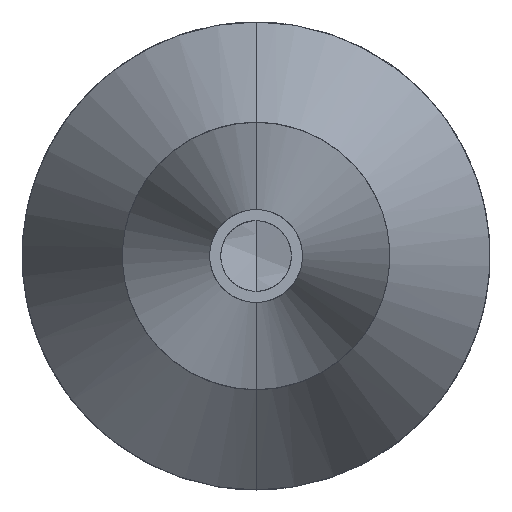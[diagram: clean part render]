
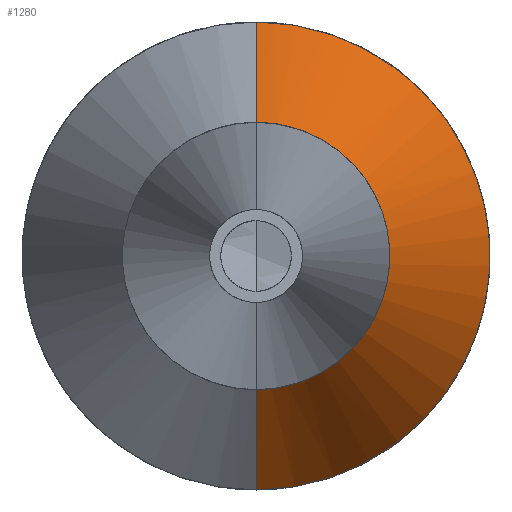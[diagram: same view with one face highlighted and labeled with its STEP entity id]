
A CAD part, left-side view. The second image highlights one B-rep face of the part: STEP entity #1280.
In plain terms, the highlighted free-form (B-spline) face has degree [2, 1] with [5, 2] control points.
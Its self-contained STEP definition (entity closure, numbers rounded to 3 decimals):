
#1280 = ADVANCED_FACE('',(#1281),#1317,.T.);
#1281 = FACE_BOUND('',#1282,.T.);
#1282 = EDGE_LOOP('',(#1283,#1295,#1302,#1312));
#1283 = ORIENTED_EDGE('',*,*,#1284,.F.);
#1284 = EDGE_CURVE('',#1285,#1287,#1289,.T.);
#1285 = VERTEX_POINT('',#1286);
#1286 = CARTESIAN_POINT('',(91.729,0.,
    -10.238));
#1287 = VERTEX_POINT('',#1288);
#1288 = CARTESIAN_POINT('',(91.729,0.,
    5.148));
#1289 = ( BOUNDED_CURVE() B_SPLINE_CURVE(2,(#1290,#1291,#1292,#1293,
#1294),.UNSPECIFIED.,.F.,.F.) B_SPLINE_CURVE_WITH_KNOTS((3,2,3),(0.,
1.571,3.142),.PIECEWISE_BEZIER_KNOTS.) CURVE() 
GEOMETRIC_REPRESENTATION_ITEM() RATIONAL_B_SPLINE_CURVE((1.,
0.707,1.,0.707,1.)) REPRESENTATION_ITEM('') );
#1290 = CARTESIAN_POINT('',(91.729,0.,
    -10.238));
#1291 = CARTESIAN_POINT('',(91.729,-7.693,
    -10.238));
#1292 = CARTESIAN_POINT('',(91.729,-7.693,
    -2.545));
#1293 = CARTESIAN_POINT('',(91.729,-7.693,
    5.148));
#1294 = CARTESIAN_POINT('',(91.729,0.,
    5.148));
#1295 = ORIENTED_EDGE('',*,*,#1296,.F.);
#1296 = EDGE_CURVE('',#1297,#1285,#1299,.T.);
#1297 = VERTEX_POINT('',#1298);
#1298 = CARTESIAN_POINT('',(84.402,0.,
    -6.941));
#1299 = B_SPLINE_CURVE_WITH_KNOTS('',1,(#1300,#1301),.UNSPECIFIED.,.F.,
  .F.,(2,2),(0.,6.58),.PIECEWISE_BEZIER_KNOTS.);
#1300 = CARTESIAN_POINT('',(84.402,0.,-6.941));
#1301 = CARTESIAN_POINT('',(91.729,0.,-10.238));
#1302 = ORIENTED_EDGE('',*,*,#1303,.F.);
#1303 = EDGE_CURVE('',#1304,#1297,#1306,.T.);
#1304 = VERTEX_POINT('',#1305);
#1305 = CARTESIAN_POINT('',(84.402,0.,
    1.851));
#1306 = ( BOUNDED_CURVE() B_SPLINE_CURVE(2,(#1307,#1308,#1309,#1310,
#1311),.UNSPECIFIED.,.F.,.F.) B_SPLINE_CURVE_WITH_KNOTS((3,2,3),(0.,
1.571,3.142),.PIECEWISE_BEZIER_KNOTS.) CURVE() 
GEOMETRIC_REPRESENTATION_ITEM() RATIONAL_B_SPLINE_CURVE((1.,
0.707,1.,0.707,1.)) REPRESENTATION_ITEM('') );
#1307 = CARTESIAN_POINT('',(84.402,0.,
    1.851));
#1308 = CARTESIAN_POINT('',(84.402,-4.396,
    1.851));
#1309 = CARTESIAN_POINT('',(84.402,-4.396,
    -2.545));
#1310 = CARTESIAN_POINT('',(84.402,-4.396,
    -6.941));
#1311 = CARTESIAN_POINT('',(84.402,0.,
    -6.941));
#1312 = ORIENTED_EDGE('',*,*,#1313,.F.);
#1313 = EDGE_CURVE('',#1287,#1304,#1314,.T.);
#1314 = B_SPLINE_CURVE_WITH_KNOTS('',1,(#1315,#1316),.UNSPECIFIED.,.F.,
  .F.,(2,2),(0.,6.58),.PIECEWISE_BEZIER_KNOTS.);
#1315 = CARTESIAN_POINT('',(91.729,0.,5.148));
#1316 = CARTESIAN_POINT('',(84.402,0.,1.851));
#1317 = ( BOUNDED_SURFACE() B_SPLINE_SURFACE(2,1,(
    (#1318,#1319)
    ,(#1320,#1321)
    ,(#1322,#1323)
    ,(#1324,#1325)
    ,(#1326,#1327
)),.UNSPECIFIED.,.F.,.F.,.F.) B_SPLINE_SURFACE_WITH_KNOTS((3,2,3),(2,2),
  (0.,1.571,3.142),(0.,6.58),
.PIECEWISE_BEZIER_KNOTS.) GEOMETRIC_REPRESENTATION_ITEM() 
RATIONAL_B_SPLINE_SURFACE((
    (1.,1.)
    ,(0.707,0.707)
    ,(1.,1.)
    ,(0.707,0.707)
,(1.,1.))) REPRESENTATION_ITEM('') SURFACE() );
#1318 = CARTESIAN_POINT('',(84.402,0.,
    -6.941));
#1319 = CARTESIAN_POINT('',(91.729,0.,
    -10.238));
#1320 = CARTESIAN_POINT('',(84.402,-4.396,
    -6.941));
#1321 = CARTESIAN_POINT('',(91.729,-7.693,
    -10.238));
#1322 = CARTESIAN_POINT('',(84.402,-4.396,
    -2.545));
#1323 = CARTESIAN_POINT('',(91.729,-7.693,
    -2.545));
#1324 = CARTESIAN_POINT('',(84.402,-4.396,
    1.851));
#1325 = CARTESIAN_POINT('',(91.729,-7.693,
    5.148));
#1326 = CARTESIAN_POINT('',(84.402,0.,
    1.851));
#1327 = CARTESIAN_POINT('',(91.729,0.,
    5.148));
